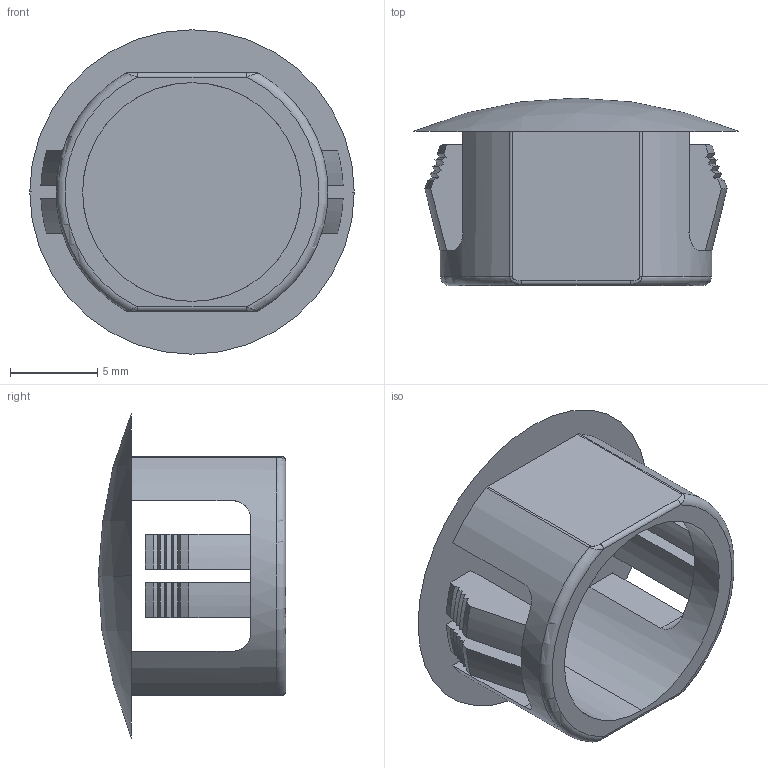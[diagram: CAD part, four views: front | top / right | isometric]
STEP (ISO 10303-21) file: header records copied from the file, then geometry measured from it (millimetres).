
FILE_DESCRIPTION (( 'STEP AP214' ), '1' );
FILE_NAME ('TEFA-0001_3D.step', '2023-10-31T17:46:15', ( '' ), ( '' ), 'SwSTEP 2.0', 'SolidWorks 2022', '' );
FILE_SCHEMA (( 'AUTOMOTIVE_DESIGN' ));
Length unit declared in the file: inch
Products named in the file (1): TEFA-0001_3D
Bounding box: 18.64 x 10.77 x 18.64 mm (x, y, z)
Volume: 679.2 mm3; surface area: 1411.1 mm2
Topology: 5 solids, 5 shells, 100 faces, 266 edges, 175 vertices
Faces by surface type: cone 44, plane 30, cylinder 18, bspline 4, sphere 2, torus 2
Entity records: 4882 total; most frequent: CARTESIAN_POINT 1236, ORIENTED_EDGE 532, DIRECTION 446, EDGE_CURVE 266, AXIS2_PLACEMENT_3D 187, VERTEX_POINT 175, B_SPLINE_CURVE_WITH_KNOTS 104, EDGE_LOOP 103
